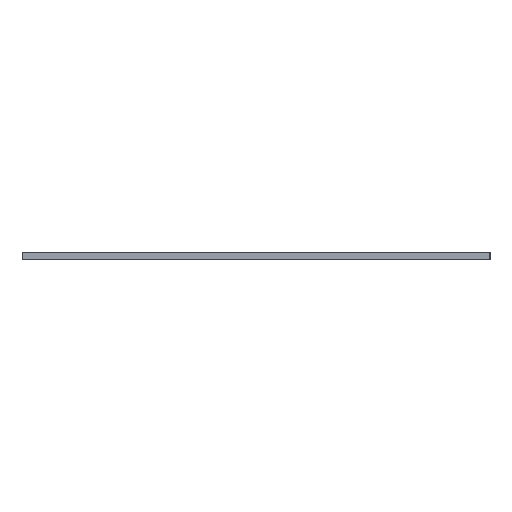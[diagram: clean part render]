
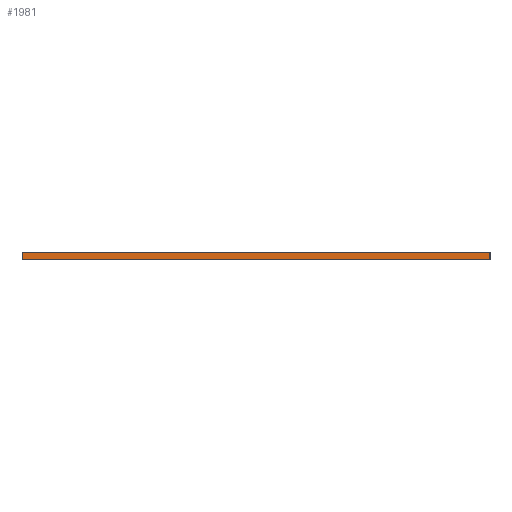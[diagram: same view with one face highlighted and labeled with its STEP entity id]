
A CAD part, left-side view. The second image highlights one B-rep face of the part: STEP entity #1981.
In plain terms, the highlighted planar face has unit normal (-1, 0, 0).
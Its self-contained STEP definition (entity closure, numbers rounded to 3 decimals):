
#24 = EDGE_CURVE ( 'NONE', #323, #577, #534, .T. ) ;
#28 = DIRECTION ( 'NONE',  ( 0., 0., -1. ) ) ;
#158 = FACE_OUTER_BOUND ( 'NONE', #485, .T. ) ;
#213 = VECTOR ( 'NONE', #28, 1000. ) ;
#259 = AXIS2_PLACEMENT_3D ( 'NONE', #2178, #881, #1250 ) ;
#323 = VERTEX_POINT ( 'NONE', #1883 ) ;
#370 = LINE ( 'NONE', #755, #2228 ) ;
#485 = EDGE_LOOP ( 'NONE', ( #1146, #1818, #1279, #1235 ) ) ;
#501 = VECTOR ( 'NONE', #689, 1000. ) ;
#534 = LINE ( 'NONE', #1056, #501 ) ;
#577 = VERTEX_POINT ( 'NONE', #1451 ) ;
#615 = DIRECTION ( 'NONE',  ( 0., 0., -1. ) ) ;
#689 = DIRECTION ( 'NONE',  ( 0., -1., 0. ) ) ;
#701 = VERTEX_POINT ( 'NONE', #1082 ) ;
#750 = LINE ( 'NONE', #1677, #213 ) ;
#755 = CARTESIAN_POINT ( 'NONE',  ( -387., -366., 12. ) ) ;
#767 = DIRECTION ( 'NONE',  ( 0., -1., 0. ) ) ;
#881 = DIRECTION ( 'NONE',  ( 1., 0., 0. ) ) ;
#896 = VERTEX_POINT ( 'NONE', #2078 ) ;
#968 = LINE ( 'NONE', #1701, #1986 ) ;
#1056 = CARTESIAN_POINT ( 'NONE',  ( -387., -366., 0. ) ) ;
#1082 = CARTESIAN_POINT ( 'NONE',  ( -387., 366., 12. ) ) ;
#1146 = ORIENTED_EDGE ( 'NONE', *, *, #24, .T. ) ;
#1163 = EDGE_CURVE ( 'NONE', #701, #323, #750, .T. ) ;
#1235 = ORIENTED_EDGE ( 'NONE', *, *, #1163, .T. ) ;
#1250 = DIRECTION ( 'NONE',  ( 0., 0., -1. ) ) ;
#1279 = ORIENTED_EDGE ( 'NONE', *, *, #2271, .F. ) ;
#1287 = EDGE_CURVE ( 'NONE', #896, #577, #968, .T. ) ;
#1451 = CARTESIAN_POINT ( 'NONE',  ( -387., -366., 0. ) ) ;
#1651 = PLANE ( 'NONE',  #259 ) ;
#1677 = CARTESIAN_POINT ( 'NONE',  ( -387., 366., 12. ) ) ;
#1701 = CARTESIAN_POINT ( 'NONE',  ( -387., -366., 12. ) ) ;
#1818 = ORIENTED_EDGE ( 'NONE', *, *, #1287, .F. ) ;
#1883 = CARTESIAN_POINT ( 'NONE',  ( -387., 366., 0. ) ) ;
#1981 = ADVANCED_FACE ( 'NONE', ( #158 ), #1651, .F. ) ;
#1986 = VECTOR ( 'NONE', #615, 1000. ) ;
#2078 = CARTESIAN_POINT ( 'NONE',  ( -387., -366., 12. ) ) ;
#2178 = CARTESIAN_POINT ( 'NONE',  ( -387., -366., 12. ) ) ;
#2228 = VECTOR ( 'NONE', #767, 1000. ) ;
#2271 = EDGE_CURVE ( 'NONE', #701, #896, #370, .T. ) ;
